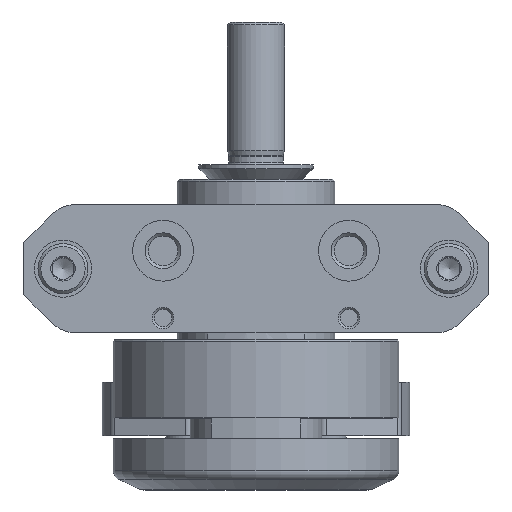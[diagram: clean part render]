
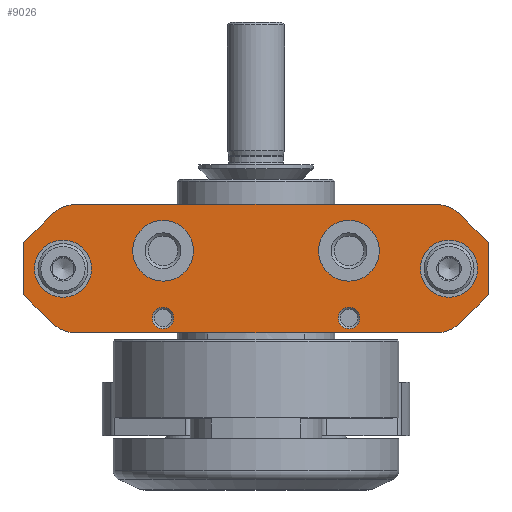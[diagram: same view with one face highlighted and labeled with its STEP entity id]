
A CAD part, front view. The second image highlights one B-rep face of the part: STEP entity #9026.
In plain terms, the highlighted planar face has unit normal (0, -1, 0).
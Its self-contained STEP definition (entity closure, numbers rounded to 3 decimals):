
#233=PLANE('',#9613);
#596=LINE('',#13454,#1191);
#598=LINE('',#13458,#1193);
#601=LINE('',#13470,#1196);
#604=LINE('',#13478,#1199);
#606=LINE('',#13482,#1201);
#608=LINE('',#13486,#1203);
#615=LINE('',#13500,#1210);
#618=LINE('',#13512,#1213);
#1191=VECTOR('',#10867,1000.);
#1193=VECTOR('',#10871,1000.);
#1196=VECTOR('',#10884,1000.);
#1199=VECTOR('',#10893,1000.);
#1201=VECTOR('',#10897,1000.);
#1203=VECTOR('',#10901,1000.);
#1210=VECTOR('',#10914,1000.);
#1213=VECTOR('',#10927,1000.);
#2131=ORIENTED_EDGE('',*,*,#4101,.F.);
#2132=ORIENTED_EDGE('',*,*,#4102,.F.);
#2133=ORIENTED_EDGE('',*,*,#4103,.F.);
#2134=ORIENTED_EDGE('',*,*,#4104,.F.);
#2135=ORIENTED_EDGE('',*,*,#4105,.F.);
#2136=ORIENTED_EDGE('',*,*,#4106,.F.);
#2137=ORIENTED_EDGE('',*,*,#4070,.F.);
#2138=ORIENTED_EDGE('',*,*,#4100,.F.);
#2139=ORIENTED_EDGE('',*,*,#4098,.F.);
#2140=ORIENTED_EDGE('',*,*,#4094,.F.);
#2141=ORIENTED_EDGE('',*,*,#4088,.F.);
#2142=ORIENTED_EDGE('',*,*,#4086,.F.);
#2143=ORIENTED_EDGE('',*,*,#4084,.F.);
#2144=ORIENTED_EDGE('',*,*,#4082,.F.);
#2145=ORIENTED_EDGE('',*,*,#4080,.F.);
#2146=ORIENTED_EDGE('',*,*,#4078,.F.);
#2147=ORIENTED_EDGE('',*,*,#4074,.F.);
#2148=ORIENTED_EDGE('',*,*,#4072,.F.);
#4070=EDGE_CURVE('',#5077,#5078,#596,.T.);
#4072=EDGE_CURVE('',#5078,#5079,#598,.T.);
#4074=EDGE_CURVE('',#5079,#5080,#5704,.T.);
#4078=EDGE_CURVE('',#5080,#5083,#601,.T.);
#4080=EDGE_CURVE('',#5083,#5084,#5707,.T.);
#4082=EDGE_CURVE('',#5084,#5085,#604,.T.);
#4084=EDGE_CURVE('',#5085,#5086,#606,.T.);
#4086=EDGE_CURVE('',#5086,#5087,#608,.T.);
#4088=EDGE_CURVE('',#5087,#5088,#5708,.T.);
#4094=EDGE_CURVE('',#5088,#5091,#615,.T.);
#4098=EDGE_CURVE('',#5091,#5094,#5711,.T.);
#4100=EDGE_CURVE('',#5094,#5077,#618,.T.);
#4101=EDGE_CURVE('',#5095,#5095,#5712,.T.);
#4102=EDGE_CURVE('',#5096,#5096,#5713,.T.);
#4103=EDGE_CURVE('',#5097,#5097,#5714,.T.);
#4104=EDGE_CURVE('',#5098,#5098,#5715,.T.);
#4105=EDGE_CURVE('',#5099,#5099,#5716,.T.);
#4106=EDGE_CURVE('',#5100,#5100,#5717,.T.);
#5077=VERTEX_POINT('',#13453);
#5078=VERTEX_POINT('',#13455);
#5079=VERTEX_POINT('',#13459);
#5080=VERTEX_POINT('',#13463);
#5083=VERTEX_POINT('',#13471);
#5084=VERTEX_POINT('',#13475);
#5085=VERTEX_POINT('',#13479);
#5086=VERTEX_POINT('',#13483);
#5087=VERTEX_POINT('',#13487);
#5088=VERTEX_POINT('',#13491);
#5091=VERTEX_POINT('',#13501);
#5094=VERTEX_POINT('',#13509);
#5095=VERTEX_POINT('',#13515);
#5096=VERTEX_POINT('',#13517);
#5097=VERTEX_POINT('',#13519);
#5098=VERTEX_POINT('',#13521);
#5099=VERTEX_POINT('',#13523);
#5100=VERTEX_POINT('',#13525);
#5704=CIRCLE('',#9596,5.);
#5707=CIRCLE('',#9601,5.);
#5708=CIRCLE('',#9606,5.);
#5711=CIRCLE('',#9611,5.);
#5712=CIRCLE('',#9614,4.);
#5713=CIRCLE('',#9615,4.);
#5714=CIRCLE('',#9616,1.5);
#5715=CIRCLE('',#9617,1.5);
#5716=CIRCLE('',#9618,4.25);
#5717=CIRCLE('',#9619,4.25);
#6170=EDGE_LOOP('',(#2131));
#6171=EDGE_LOOP('',(#2132));
#6172=EDGE_LOOP('',(#2133));
#6173=EDGE_LOOP('',(#2134));
#6174=EDGE_LOOP('',(#2135));
#6175=EDGE_LOOP('',(#2136));
#6176=EDGE_LOOP('',(#2137,#2138,#2139,#2140,#2141,#2142,#2143,#2144,#2145,
#2146,#2147,#2148));
#6788=FACE_BOUND('',#6170,.T.);
#6789=FACE_BOUND('',#6171,.T.);
#6790=FACE_BOUND('',#6172,.T.);
#6791=FACE_BOUND('',#6173,.T.);
#6792=FACE_BOUND('',#6174,.T.);
#6793=FACE_BOUND('',#6175,.T.);
#6794=FACE_BOUND('',#6176,.T.);
#9026=ADVANCED_FACE('',(#6788,#6789,#6790,#6791,#6792,#6793,#6794),#233,
 .F.);
#9596=AXIS2_PLACEMENT_3D('',#13462,#10875,#10876);
#9601=AXIS2_PLACEMENT_3D('',#13474,#10888,#10889);
#9606=AXIS2_PLACEMENT_3D('',#13490,#10905,#10906);
#9611=AXIS2_PLACEMENT_3D('',#13508,#10922,#10923);
#9613=AXIS2_PLACEMENT_3D('',#13513,#10928,#10929);
#9614=AXIS2_PLACEMENT_3D('',#13514,#10930,#10931);
#9615=AXIS2_PLACEMENT_3D('',#13516,#10932,#10933);
#9616=AXIS2_PLACEMENT_3D('',#13518,#10934,#10935);
#9617=AXIS2_PLACEMENT_3D('',#13520,#10936,#10937);
#9618=AXIS2_PLACEMENT_3D('',#13522,#10938,#10939);
#9619=AXIS2_PLACEMENT_3D('',#13524,#10940,#10941);
#10867=DIRECTION('',(0.,0.,1.));
#10871=DIRECTION('',(0.707,0.,0.707));
#10875=DIRECTION('',(0.,1.,0.));
#10876=DIRECTION('',(1.,0.,0.));
#10884=DIRECTION('',(1.,0.,0.));
#10888=DIRECTION('',(0.,1.,0.));
#10889=DIRECTION('',(1.,0.,0.));
#10893=DIRECTION('',(0.707,0.,-0.707));
#10897=DIRECTION('',(0.,0.,-1.));
#10901=DIRECTION('',(-0.707,0.,-0.707));
#10905=DIRECTION('',(0.,1.,0.));
#10906=DIRECTION('',(1.,0.,0.));
#10914=DIRECTION('',(-1.,0.,0.));
#10922=DIRECTION('',(0.,1.,0.));
#10923=DIRECTION('',(1.,0.,0.));
#10927=DIRECTION('',(-0.707,0.,0.707));
#10928=DIRECTION('',(0.,1.,0.));
#10929=DIRECTION('',(0.,0.,1.));
#10930=DIRECTION('',(0.,-1.,0.));
#10931=DIRECTION('',(0.,0.,-1.));
#10932=DIRECTION('',(0.,-1.,0.));
#10933=DIRECTION('',(0.,0.,-1.));
#10934=DIRECTION('',(0.,-1.,0.));
#10935=DIRECTION('',(0.,0.,-1.));
#10936=DIRECTION('',(0.,-1.,0.));
#10937=DIRECTION('',(0.,0.,-1.));
#10938=DIRECTION('',(0.,-1.,0.));
#10939=DIRECTION('',(0.,0.,-1.));
#10940=DIRECTION('',(0.,-1.,0.));
#10941=DIRECTION('',(0.,0.,-1.));
#13453=CARTESIAN_POINT('',(-32.5,-23.5,-16.15));
#13454=CARTESIAN_POINT('',(-32.5,-23.5,-16.15));
#13455=CARTESIAN_POINT('',(-32.5,-23.5,-8.85));
#13458=CARTESIAN_POINT('',(-32.5,-23.5,-8.85));
#13459=CARTESIAN_POINT('',(-28.614,-23.5,-4.964));
#13462=CARTESIAN_POINT('',(-25.079,-23.5,-8.5));
#13463=CARTESIAN_POINT('',(-25.079,-23.5,-3.5));
#13470=CARTESIAN_POINT('',(-25.079,-23.5,-3.5));
#13471=CARTESIAN_POINT('',(25.079,-23.5,-3.5));
#13474=CARTESIAN_POINT('',(25.079,-23.5,-8.5));
#13475=CARTESIAN_POINT('',(28.614,-23.5,-4.964));
#13478=CARTESIAN_POINT('',(28.614,-23.5,-4.964));
#13479=CARTESIAN_POINT('',(32.5,-23.5,-8.85));
#13482=CARTESIAN_POINT('',(32.5,-23.5,-8.85));
#13483=CARTESIAN_POINT('',(32.5,-23.5,-16.15));
#13486=CARTESIAN_POINT('',(32.5,-23.5,-16.15));
#13487=CARTESIAN_POINT('',(28.614,-23.5,-20.036));
#13490=CARTESIAN_POINT('',(25.079,-23.5,-16.5));
#13491=CARTESIAN_POINT('',(25.079,-23.5,-21.5));
#13500=CARTESIAN_POINT('',(25.079,-23.5,-21.5));
#13501=CARTESIAN_POINT('',(-25.079,-23.5,-21.5));
#13508=CARTESIAN_POINT('',(-25.079,-23.5,-16.5));
#13509=CARTESIAN_POINT('',(-28.614,-23.5,-20.036));
#13512=CARTESIAN_POINT('',(-28.614,-23.5,-20.036));
#13513=CARTESIAN_POINT('',(-25.079,-23.5,-8.5));
#13514=CARTESIAN_POINT('',(27.,-23.5,-12.5));
#13515=CARTESIAN_POINT('',(27.,-23.5,-16.5));
#13516=CARTESIAN_POINT('',(-27.,-23.5,-12.5));
#13517=CARTESIAN_POINT('',(-27.,-23.5,-16.5));
#13518=CARTESIAN_POINT('',(13.,-23.5,-19.4));
#13519=CARTESIAN_POINT('',(13.,-23.5,-20.9));
#13520=CARTESIAN_POINT('',(-13.,-23.5,-19.4));
#13521=CARTESIAN_POINT('',(-13.,-23.5,-20.9));
#13522=CARTESIAN_POINT('',(13.,-23.5,-10.));
#13523=CARTESIAN_POINT('',(13.,-23.5,-14.25));
#13524=CARTESIAN_POINT('',(-13.,-23.5,-10.));
#13525=CARTESIAN_POINT('',(-13.,-23.5,-14.25));
